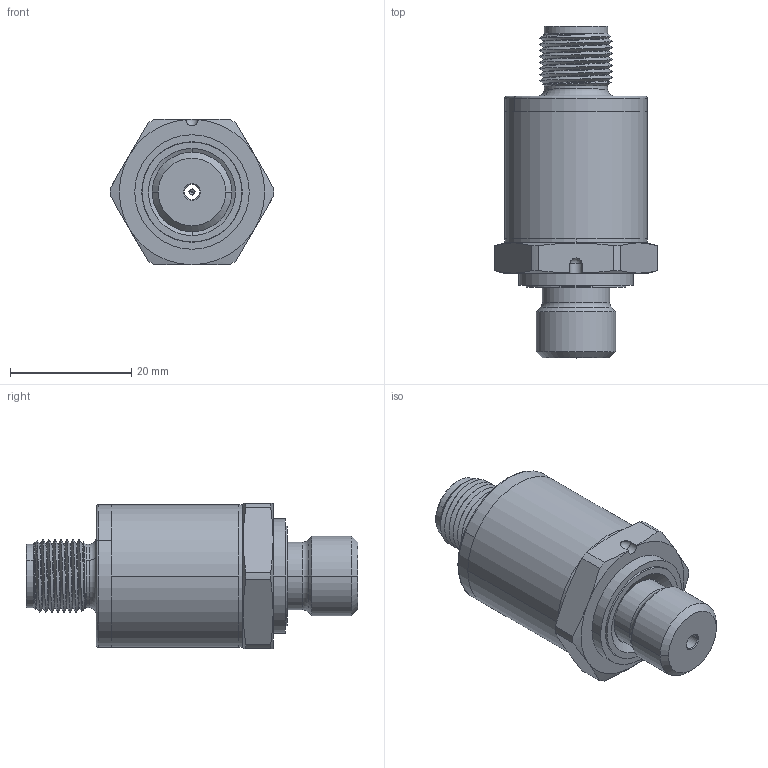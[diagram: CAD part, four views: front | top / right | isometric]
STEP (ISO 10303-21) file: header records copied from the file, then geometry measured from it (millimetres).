
FILE_DESCRIPTION (( 'STEP AP203' ), '1' );
FILE_NAME ('PTE7300-TAB.STEP', '2021-07-27T01:06:08', ( '' ), ( '' ), 'SwSTEP 2.0', 'SolidWorks 2018', '' );
FILE_SCHEMA (( 'CONFIG_CONTROL_DESIGN' ));
Length unit declared in the file: millimetre
Products named in the file (1): PTE7300-TAB
Bounding box: 27 x 54.8 x 24 mm (x, y, z)
Surface area: 5475.6 mm2 (no closed solid volume)
Topology: 0 solids, 10 shells, 114 faces, 286 edges, 180 vertices
Faces by surface type: cylinder 48, cone 25, torus 20, plane 16, bspline 3, sphere 2
Entity records: 5621 total; most frequent: CARTESIAN_POINT 2826, DIRECTION 621, ORIENTED_EDGE 520, EDGE_CURVE 284, AXIS2_PLACEMENT_3D 273, VERTEX_POINT 179, CIRCLE 161, EDGE_LOOP 124
